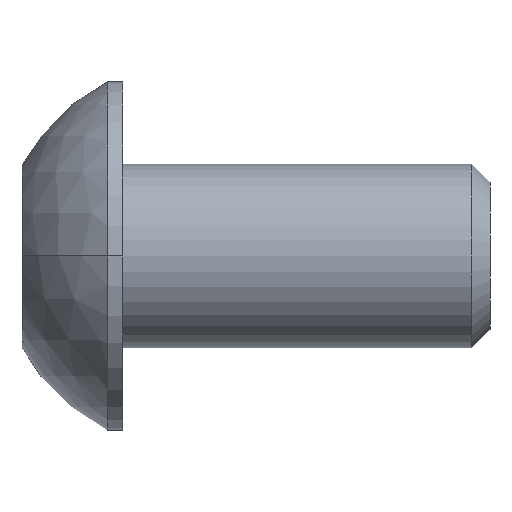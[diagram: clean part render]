
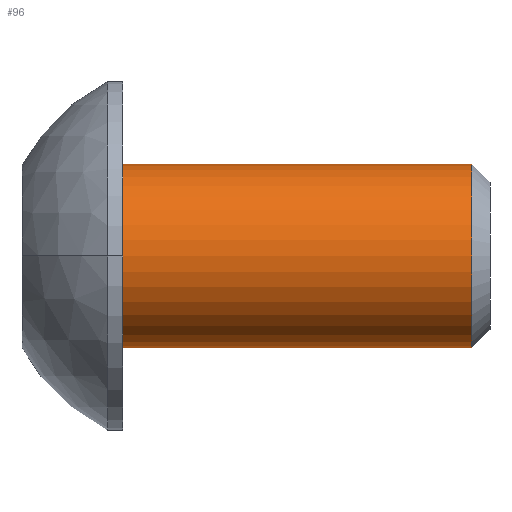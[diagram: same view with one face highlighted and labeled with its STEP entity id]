
A CAD part, front view. The second image highlights one B-rep face of the part: STEP entity #96.
In plain terms, the highlighted cylindrical face has radius 1.5 mm (diameter 3 mm), a partial arc.
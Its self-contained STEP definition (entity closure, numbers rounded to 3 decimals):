
#17 = AXIS2_PLACEMENT_3D ( 'NONE', #626, #134, #554 ) ;
#40 = DIRECTION ( 'NONE',  ( -1., 0., 0. ) ) ;
#42 = CARTESIAN_POINT ( 'NONE',  ( -0.3, 0., -1.5 ) ) ;
#53 = ORIENTED_EDGE ( 'NONE', *, *, #315, .T. ) ;
#68 = ORIENTED_EDGE ( 'NONE', *, *, #377, .T. ) ;
#69 = ORIENTED_EDGE ( 'NONE', *, *, #481, .F. ) ;
#74 = CARTESIAN_POINT ( 'NONE',  ( -0.3, 0., 0. ) ) ;
#96 = ADVANCED_FACE ( 'NONE', ( #210 ), #528, .T. ) ;
#103 = ORIENTED_EDGE ( 'NONE', *, *, #251, .F. ) ;
#119 = CARTESIAN_POINT ( 'NONE',  ( -6., 0., -1.5 ) ) ;
#130 = DIRECTION ( 'NONE',  ( 1., 0., 0. ) ) ;
#134 = DIRECTION ( 'NONE',  ( -1., 0., 0. ) ) ;
#146 = DIRECTION ( 'NONE',  ( 0., 0., -1. ) ) ;
#175 = LINE ( 'NONE', #405, #299 ) ;
#187 = CARTESIAN_POINT ( 'NONE',  ( -6., 0., -1.5 ) ) ;
#190 = CARTESIAN_POINT ( 'NONE',  ( -0.3, 0., 1.5 ) ) ;
#201 = DIRECTION ( 'NONE',  ( 1., 0., 0. ) ) ;
#210 = FACE_OUTER_BOUND ( 'NONE', #412, .T. ) ;
#251 = EDGE_CURVE ( 'NONE', #502, #602, #309, .T. ) ;
#299 = VECTOR ( 'NONE', #201, 1000. ) ;
#309 = CIRCLE ( 'NONE', #17, 1.5 ) ;
#313 = CARTESIAN_POINT ( 'NONE',  ( -6., 0., 1.5 ) ) ;
#315 = EDGE_CURVE ( 'NONE', #363, #341, #518, .T. ) ;
#341 = VERTEX_POINT ( 'NONE', #190 ) ;
#359 = DIRECTION ( 'NONE',  ( 1., 0., 0. ) ) ;
#363 = VERTEX_POINT ( 'NONE', #42 ) ;
#371 = LINE ( 'NONE', #187, #550 ) ;
#377 = EDGE_CURVE ( 'NONE', #502, #363, #371, .T. ) ;
#401 = AXIS2_PLACEMENT_3D ( 'NONE', #591, #359, #585 ) ;
#405 = CARTESIAN_POINT ( 'NONE',  ( -6., 0., 1.5 ) ) ;
#412 = EDGE_LOOP ( 'NONE', ( #69, #103, #68, #53 ) ) ;
#481 = EDGE_CURVE ( 'NONE', #602, #341, #175, .T. ) ;
#500 = AXIS2_PLACEMENT_3D ( 'NONE', #74, #40, #146 ) ;
#502 = VERTEX_POINT ( 'NONE', #119 ) ;
#518 = CIRCLE ( 'NONE', #500, 1.5 ) ;
#528 = CYLINDRICAL_SURFACE ( 'NONE', #401, 1.5 ) ;
#550 = VECTOR ( 'NONE', #130, 1000. ) ;
#554 = DIRECTION ( 'NONE',  ( 0., 1., 0. ) ) ;
#585 = DIRECTION ( 'NONE',  ( 0., 0., -1. ) ) ;
#591 = CARTESIAN_POINT ( 'NONE',  ( -6., 0., 0. ) ) ;
#602 = VERTEX_POINT ( 'NONE', #313 ) ;
#626 = CARTESIAN_POINT ( 'NONE',  ( -6., 0., 0. ) ) ;
